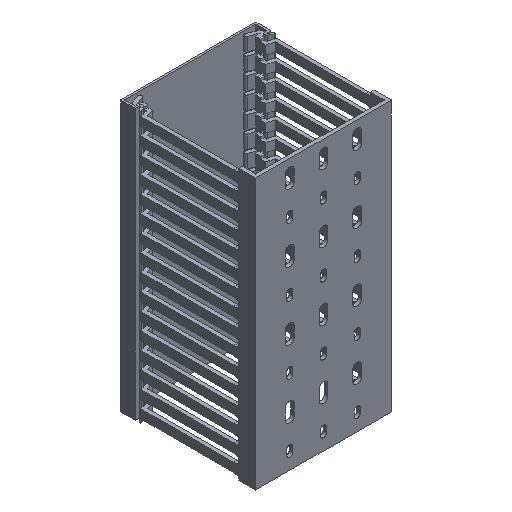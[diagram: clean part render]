
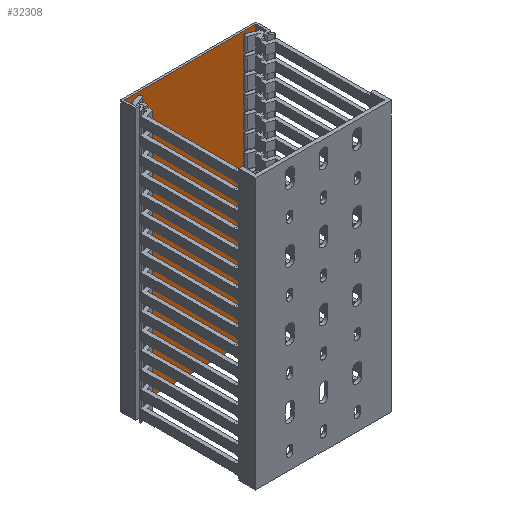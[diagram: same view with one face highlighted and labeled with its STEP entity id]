
A CAD part, isometric view. The second image highlights one B-rep face of the part: STEP entity #32308.
In plain terms, the highlighted planar face has unit normal (0, -1, 0).
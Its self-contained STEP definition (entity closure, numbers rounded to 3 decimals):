
#31899=DIRECTION('',(0.,0.,1.));
#31900=VECTOR('',#31899,200.);
#31901=CARTESIAN_POINT('',(48.6,0.,-100.));
#31902=LINE('',#31901,#31900);
#31911=DIRECTION('',(-1.,0.,0.));
#31912=VECTOR('',#31911,97.2);
#31913=CARTESIAN_POINT('',(48.6,0.,-100.));
#31914=LINE('',#31913,#31912);
#31915=DIRECTION('',(0.,0.,1.));
#31916=VECTOR('',#31915,200.);
#31917=CARTESIAN_POINT('',(-48.6,0.,-100.));
#31918=LINE('',#31917,#31916);
#31919=DIRECTION('',(1.,0.,0.));
#31920=VECTOR('',#31919,97.2);
#31921=CARTESIAN_POINT('',(-48.6,0.,100.));
#31922=LINE('',#31921,#31920);
#32053=CARTESIAN_POINT('',(48.6,0.,-100.));
#32054=CARTESIAN_POINT('',(48.6,0.,100.));
#32055=VERTEX_POINT('',#32053);
#32056=VERTEX_POINT('',#32054);
#32057=CARTESIAN_POINT('',(-48.6,0.,-100.));
#32058=CARTESIAN_POINT('',(-48.6,0.,100.));
#32059=VERTEX_POINT('',#32057);
#32060=VERTEX_POINT('',#32058);
#32296=CARTESIAN_POINT('',(-48.6,0.,-100.));
#32297=DIRECTION('',(0.,-1.,0.));
#32298=DIRECTION('',(1.,0.,0.));
#32299=AXIS2_PLACEMENT_3D('',#32296,#32297,#32298);
#32300=PLANE('',#32299);
#32301=ORIENTED_EDGE('',*,*,#32094,.T.);
#32303=ORIENTED_EDGE('',*,*,#32302,.T.);
#32304=ORIENTED_EDGE('',*,*,#32156,.T.);
#32305=ORIENTED_EDGE('',*,*,#32289,.F.);
#32306=EDGE_LOOP('',(#32301,#32303,#32304,#32305));
#32307=FACE_OUTER_BOUND('',#32306,.F.);
#32094=EDGE_CURVE('',#32055,#32059,#31914,.T.);
#32156=EDGE_CURVE('',#32060,#32056,#31922,.T.);
#32289=EDGE_CURVE('',#32055,#32056,#31902,.T.);
#32302=EDGE_CURVE('',#32059,#32060,#31918,.T.);
#32308=ADVANCED_FACE('',(#32307),#32300,.T.);
